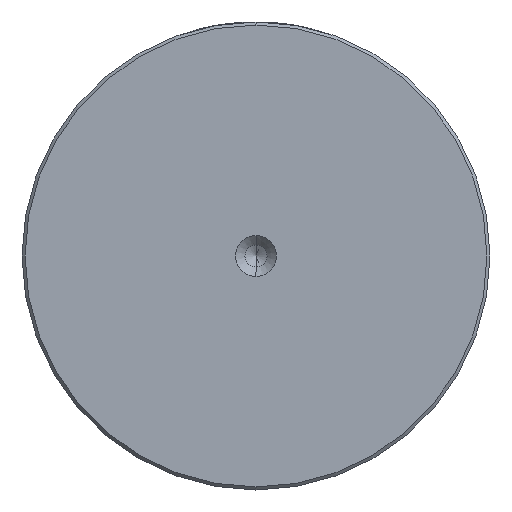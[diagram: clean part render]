
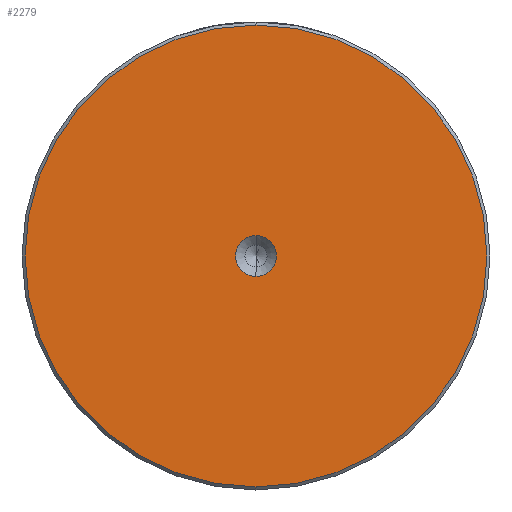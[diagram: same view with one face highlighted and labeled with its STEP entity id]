
A CAD part, left-side view. The second image highlights one B-rep face of the part: STEP entity #2279.
In plain terms, the highlighted planar face has unit normal (-1, 0, 0).
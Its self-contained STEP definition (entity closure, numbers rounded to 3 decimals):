
#56 = DIRECTION ( 'NONE',  ( -1., 0., 0. ) ) ;
#91 = FACE_BOUND ( 'NONE', #2015, .T. ) ;
#139 = VERTEX_POINT ( 'NONE', #1275 ) ;
#396 = AXIS2_PLACEMENT_3D ( 'NONE', #2063, #413, #2345 ) ;
#413 = DIRECTION ( 'NONE',  ( -1., 0., 0. ) ) ;
#416 = AXIS2_PLACEMENT_3D ( 'NONE', #3166, #1513, #1797 ) ;
#499 = CARTESIAN_POINT ( 'NONE',  ( 0., 0., 3.3 ) ) ;
#505 = VERTEX_POINT ( 'NONE', #499 ) ;
#591 = ORIENTED_EDGE ( 'NONE', *, *, #654, .T. ) ;
#654 = EDGE_CURVE ( 'NONE', #139, #3055, #2987, .T. ) ;
#762 = AXIS2_PLACEMENT_3D ( 'NONE', #1703, #56, #1981 ) ;
#1008 = CARTESIAN_POINT ( 'NONE',  ( 0., 0., -3.3 ) ) ;
#1042 = AXIS2_PLACEMENT_3D ( 'NONE', #3034, #1400, #3302 ) ;
#1123 = AXIS2_PLACEMENT_3D ( 'NONE', #1587, #3494, #1862 ) ;
#1215 = CARTESIAN_POINT ( 'NONE',  ( 0., 0., -37.5 ) ) ;
#1219 = ORIENTED_EDGE ( 'NONE', *, *, #1753, .F. ) ;
#1275 = CARTESIAN_POINT ( 'NONE',  ( 0., 0., 37.5 ) ) ;
#1400 = DIRECTION ( 'NONE',  ( -1., 0., 0. ) ) ;
#1485 = CIRCLE ( 'NONE', #1123, 3.3 ) ;
#1513 = DIRECTION ( 'NONE',  ( -1., 0., 0. ) ) ;
#1587 = CARTESIAN_POINT ( 'NONE',  ( 0., 0., 0. ) ) ;
#1703 = CARTESIAN_POINT ( 'NONE',  ( 0., 0., 0. ) ) ;
#1753 = EDGE_CURVE ( 'NONE', #505, #1824, #1485, .T. ) ;
#1797 = DIRECTION ( 'NONE',  ( 0., 0., 1. ) ) ;
#1824 = VERTEX_POINT ( 'NONE', #1008 ) ;
#1858 = CIRCLE ( 'NONE', #396, 37.5 ) ;
#1862 = DIRECTION ( 'NONE',  ( 0., 0., 1. ) ) ;
#1960 = ORIENTED_EDGE ( 'NONE', *, *, #3114, .T. ) ;
#1981 = DIRECTION ( 'NONE',  ( 0., 0., 1. ) ) ;
#2015 = EDGE_LOOP ( 'NONE', ( #1219, #2995 ) ) ;
#2063 = CARTESIAN_POINT ( 'NONE',  ( 0., 0., 0. ) ) ;
#2279 = ADVANCED_FACE ( 'NONE', ( #2936, #91 ), #2892, .T. ) ;
#2345 = DIRECTION ( 'NONE',  ( 0., 0., 1. ) ) ;
#2854 = EDGE_CURVE ( 'NONE', #1824, #505, #3007, .T. ) ;
#2892 = PLANE ( 'NONE',  #416 ) ;
#2936 = FACE_OUTER_BOUND ( 'NONE', #2967, .T. ) ;
#2967 = EDGE_LOOP ( 'NONE', ( #1960, #591 ) ) ;
#2987 = CIRCLE ( 'NONE', #762, 37.5 ) ;
#2995 = ORIENTED_EDGE ( 'NONE', *, *, #2854, .F. ) ;
#3007 = CIRCLE ( 'NONE', #1042, 3.3 ) ;
#3034 = CARTESIAN_POINT ( 'NONE',  ( 0., 0., 0. ) ) ;
#3055 = VERTEX_POINT ( 'NONE', #1215 ) ;
#3114 = EDGE_CURVE ( 'NONE', #3055, #139, #1858, .T. ) ;
#3166 = CARTESIAN_POINT ( 'NONE',  ( 0., 0., 0. ) ) ;
#3302 = DIRECTION ( 'NONE',  ( 0., 0., 1. ) ) ;
#3494 = DIRECTION ( 'NONE',  ( -1., 0., 0. ) ) ;
